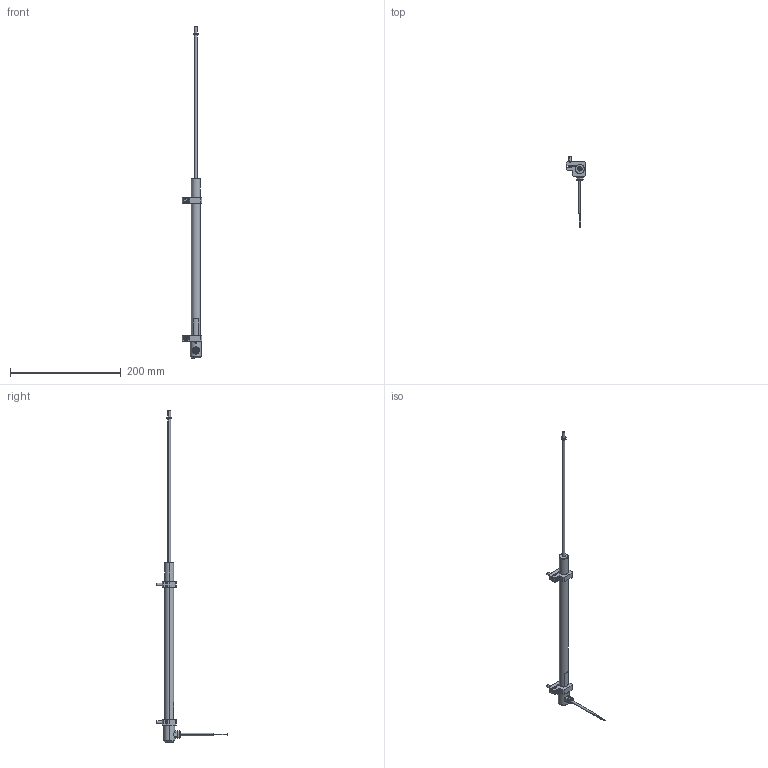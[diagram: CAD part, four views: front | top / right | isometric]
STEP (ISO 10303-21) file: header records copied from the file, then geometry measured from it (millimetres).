
FILE_DESCRIPTION (( 'STEP AP203' ), '1' );
FILE_NAME ('TX2_0250_Kabel_aus_Montageblock.STEP', '2011-01-27T12:57:34', ( 'novotechnik' ), ( 'novotechnik' ), 'SwSTEP 2.0', 'SolidWorks 2010', '' );
FILE_SCHEMA (( 'CONFIG_CONTROL_DESIGN' ));
Length unit declared in the file: millimetre
Products named in the file (1): TX2_0250_Kabel_aus_Montageblock
Bounding box: 36 x 127.1 x 598.2 mm (x, y, z)
Surface area: 31453.3 mm2 (no closed solid volume)
Topology: 0 solids, 23 shells, 263 faces, 772 edges, 506 vertices
Faces by surface type: plane 110, cylinder 89, cone 49, torus 15
Entity records: 8811 total; most frequent: CARTESIAN_POINT 2058, DIRECTION 1419, ORIENTED_EDGE 1232, EDGE_CURVE 770, VERTEX_POINT 506, AXIS2_PLACEMENT_3D 499, VECTOR 421, LINE 421
